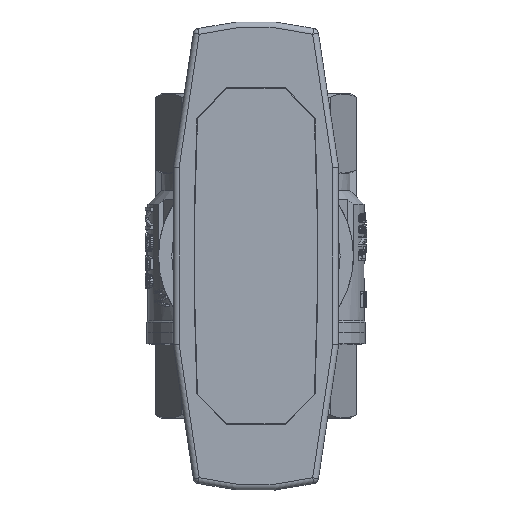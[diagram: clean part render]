
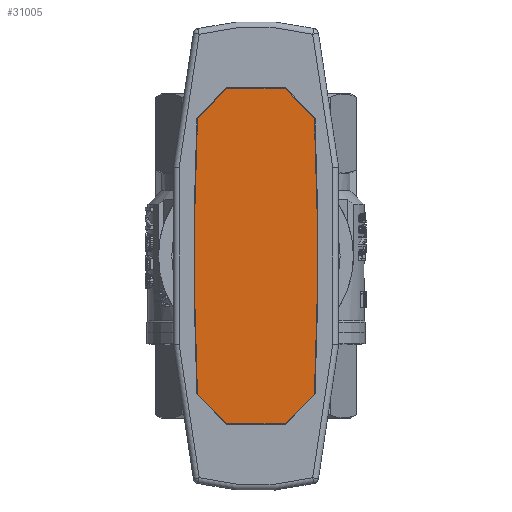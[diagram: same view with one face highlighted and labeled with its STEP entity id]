
A CAD part, left-side view. The second image highlights one B-rep face of the part: STEP entity #31005.
In plain terms, the highlighted face is planar.
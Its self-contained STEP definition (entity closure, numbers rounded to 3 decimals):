
#1201=PLANE('',#34305);
#4261=LINE('',#52822,#5676);
#4264=LINE('',#52828,#5679);
#4267=LINE('',#52834,#5682);
#4270=LINE('',#52843,#5685);
#4271=LINE('',#52845,#5686);
#4272=LINE('',#52847,#5687);
#5676=VECTOR('',#42133,1000.);
#5679=VECTOR('',#42138,1000.);
#5682=VECTOR('',#42143,1000.);
#5685=VECTOR('',#42154,1000.);
#5686=VECTOR('',#42155,1000.);
#5687=VECTOR('',#42156,1000.);
#12519=ORIENTED_EDGE('',*,*,#16036,.T.);
#12520=ORIENTED_EDGE('',*,*,#16040,.T.);
#12521=ORIENTED_EDGE('',*,*,#16043,.T.);
#12522=ORIENTED_EDGE('',*,*,#16046,.T.);
#12523=ORIENTED_EDGE('',*,*,#16049,.T.);
#12524=ORIENTED_EDGE('',*,*,#16051,.T.);
#12525=ORIENTED_EDGE('',*,*,#16052,.T.);
#12526=ORIENTED_EDGE('',*,*,#16053,.T.);
#16036=EDGE_CURVE('',#18392,#18391,#18839,.T.);
#16040=EDGE_CURVE('',#18391,#18395,#4261,.T.);
#16043=EDGE_CURVE('',#18395,#18397,#4264,.T.);
#16046=EDGE_CURVE('',#18397,#18399,#4267,.T.);
#16049=EDGE_CURVE('',#18399,#18401,#18841,.T.);
#16051=EDGE_CURVE('',#18401,#18402,#4270,.T.);
#16052=EDGE_CURVE('',#18402,#18403,#4271,.T.);
#16053=EDGE_CURVE('',#18403,#18392,#4272,.T.);
#18391=VERTEX_POINT('',#52812);
#18392=VERTEX_POINT('',#52814);
#18395=VERTEX_POINT('',#52821);
#18397=VERTEX_POINT('',#52827);
#18399=VERTEX_POINT('',#52833);
#18401=VERTEX_POINT('',#52839);
#18402=VERTEX_POINT('',#52844);
#18403=VERTEX_POINT('',#52846);
#18839=CIRCLE('',#34297,544.6);
#18841=CIRCLE('',#34303,544.6);
#20284=EDGE_LOOP('',(#12519,#12520,#12521,#12522,#12523,#12524,#12525,#12526));
#21751=FACE_BOUND('',#20284,.T.);
#31005=ADVANCED_FACE('',(#21751),#1201,.T.);
#34297=AXIS2_PLACEMENT_3D('',#52813,#42125,#42126);
#34303=AXIS2_PLACEMENT_3D('',#52840,#42148,#42149);
#34305=AXIS2_PLACEMENT_3D('',#52842,#42152,#42153);
#42125=DIRECTION('',(0.,1.,0.));
#42126=DIRECTION('',(-0.043,0.,0.999));
#42133=DIRECTION('',(0.723,0.,-0.69));
#42138=DIRECTION('',(0.,0.,-1.));
#42143=DIRECTION('',(-0.723,0.,-0.69));
#42148=DIRECTION('',(0.,1.,0.));
#42149=DIRECTION('',(0.043,0.,-0.999));
#42152=DIRECTION('',(0.,1.,0.));
#42153=DIRECTION('',(1.,0.,0.));
#42154=DIRECTION('',(-0.707,0.,0.707));
#42155=DIRECTION('',(0.,0.,1.));
#42156=DIRECTION('',(0.707,0.,0.707));
#52812=CARTESIAN_POINT('',(23.213,2.1,9.9));
#52813=CARTESIAN_POINT('',(-0.119,2.1,-534.2));
#52814=CARTESIAN_POINT('',(-23.45,2.1,9.9));
#52821=CARTESIAN_POINT('',(28.4,2.1,4.95));
#52822=CARTESIAN_POINT('',(23.213,2.1,9.9));
#52827=CARTESIAN_POINT('',(28.4,2.1,-4.95));
#52828=CARTESIAN_POINT('',(28.4,2.1,4.95));
#52833=CARTESIAN_POINT('',(23.213,2.1,-9.9));
#52834=CARTESIAN_POINT('',(28.4,2.1,-4.95));
#52839=CARTESIAN_POINT('',(-23.45,2.1,-9.9));
#52840=CARTESIAN_POINT('',(-0.119,2.1,534.2));
#52842=CARTESIAN_POINT('',(0.,2.1,0.));
#52843=CARTESIAN_POINT('',(-23.45,2.1,-9.9));
#52844=CARTESIAN_POINT('',(-28.4,2.1,-4.95));
#52845=CARTESIAN_POINT('',(-28.4,2.1,-4.95));
#52846=CARTESIAN_POINT('',(-28.4,2.1,4.95));
#52847=CARTESIAN_POINT('',(-28.4,2.1,4.95));
